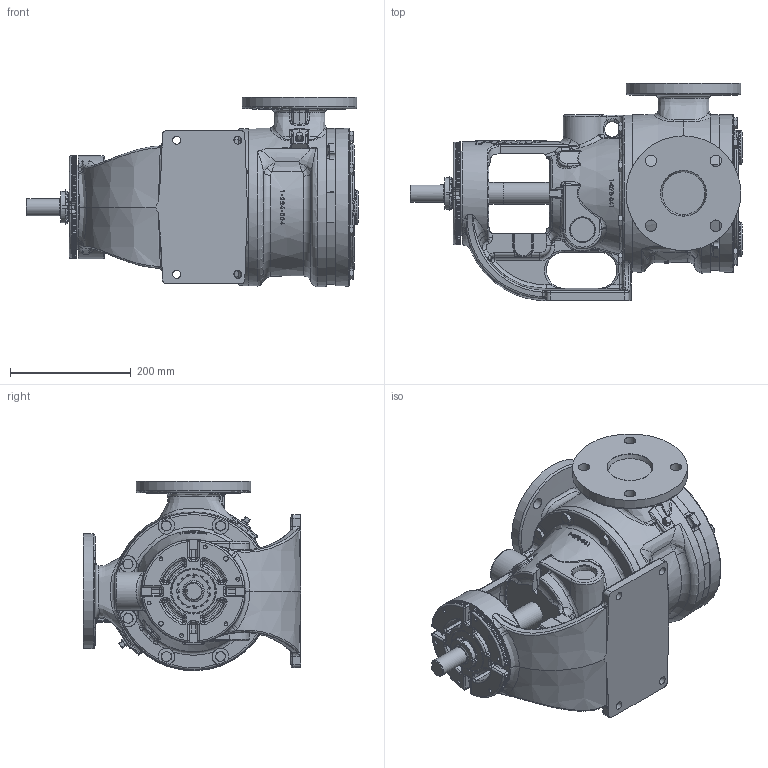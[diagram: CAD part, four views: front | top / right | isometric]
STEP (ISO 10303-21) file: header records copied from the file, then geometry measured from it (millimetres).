
FILE_DESCRIPTION (( 'STEP AP214' ), '1' );
FILE_NAME ('LQ224A_3in.STEP', '2018-08-02T13:33:55', ( '' ), ( '' ), 'SwSTEP 2.0', 'SolidWorks 2017', '' );
FILE_SCHEMA (( 'AUTOMOTIVE_DESIGN' ));
Length unit declared in the file: inch
Products named in the file (1): LQ224A_3in
Bounding box: 551.05 x 360.43 x 314.8 mm (x, y, z)
Volume: 17352346.1 mm3; surface area: 824557.1 mm2
Topology: 1 solids, 1 shells, 2442 faces, 6206 edges, 3792 vertices
Faces by surface type: plane 801, bspline 637, cone 527, cylinder 308, torus 121, sphere 48
Full cylindrical faces by diameter (mm): 6.35 x6, 6.528 x1, 7.937 x4, 11.506 x1, 13.487 x4, 15.875 x15, 19.05 x8, 28.55 x1, 35.065 x1, 36.493 x2, 40.869 x1, 43.434 x1, 133.35 x1, 139.624 x1, 139.7 x1, 190.5 x2, 260.35 x2
Entity records: 162824 total; most frequent: CARTESIAN_POINT 91434, ORIENTED_EDGE 11958, DIRECTION 9239, EDGE_CURVE 5979, AXIS2_PLACEMENT_3D 3789, VERTEX_POINT 3726, EDGE_LOOP 2667, FACE_OUTER_BOUND 2511
